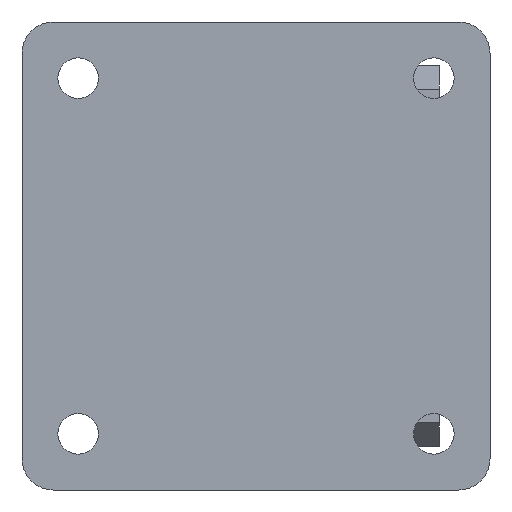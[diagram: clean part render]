
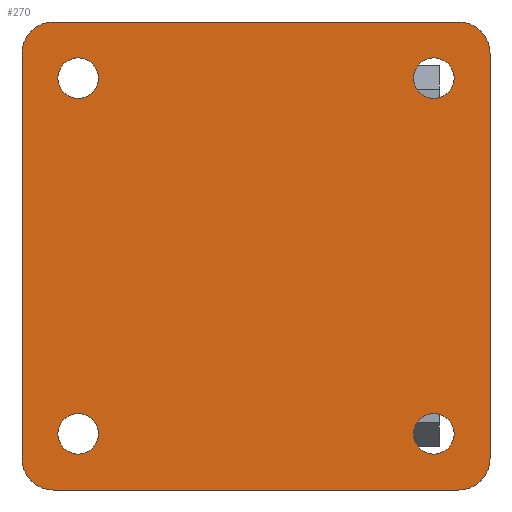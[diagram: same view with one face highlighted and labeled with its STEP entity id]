
A CAD part, front view. The second image highlights one B-rep face of the part: STEP entity #270.
In plain terms, the highlighted planar face has unit normal (0, -1, 0).
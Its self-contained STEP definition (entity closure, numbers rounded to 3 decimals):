
#270 = ADVANCED_FACE( '', ( #640, #641, #642, #643, #644 ), #645, .F. );
#640 = FACE_OUTER_BOUND( '', #1129, .T. );
#641 = FACE_BOUND( '', #1130, .T. );
#642 = FACE_BOUND( '', #1131, .T. );
#643 = FACE_BOUND( '', #1132, .T. );
#644 = FACE_BOUND( '', #1133, .T. );
#645 = PLANE( '', #1134 );
#1129 = EDGE_LOOP( '', ( #1880, #1881, #1882, #1883, #1884, #1885, #1886, #1887 ) );
#1130 = EDGE_LOOP( '', ( #1888 ) );
#1131 = EDGE_LOOP( '', ( #1889 ) );
#1132 = EDGE_LOOP( '', ( #1890 ) );
#1133 = EDGE_LOOP( '', ( #1891 ) );
#1134 = AXIS2_PLACEMENT_3D( '', #1892, #1893, #1894 );
#1880 = ORIENTED_EDGE( '', *, *, #3036, .F. );
#1881 = ORIENTED_EDGE( '', *, *, #2803, .F. );
#1882 = ORIENTED_EDGE( '', *, *, #3037, .F. );
#1883 = ORIENTED_EDGE( '', *, *, #2905, .F. );
#1884 = ORIENTED_EDGE( '', *, *, #3038, .F. );
#1885 = ORIENTED_EDGE( '', *, *, #3039, .F. );
#1886 = ORIENTED_EDGE( '', *, *, #3040, .F. );
#1887 = ORIENTED_EDGE( '', *, *, #3041, .F. );
#1888 = ORIENTED_EDGE( '', *, *, #3042, .T. );
#1889 = ORIENTED_EDGE( '', *, *, #3043, .T. );
#1890 = ORIENTED_EDGE( '', *, *, #2870, .T. );
#1891 = ORIENTED_EDGE( '', *, *, #3044, .T. );
#1892 = CARTESIAN_POINT( '', ( -32.5, 0., -32.5 ) );
#1893 = DIRECTION( '', ( 0., 1., 0. ) );
#1894 = DIRECTION( '', ( 0., 0., 1. ) );
#2803 = EDGE_CURVE( '', #3331, #3332, #3333, .T. );
#2870 = EDGE_CURVE( '', #3449, #3449, #3450, .T. );
#2905 = EDGE_CURVE( '', #3512, #3513, #3514, .T. );
#3036 = EDGE_CURVE( '', #3332, #3723, #3724, .T. );
#3037 = EDGE_CURVE( '', #3513, #3331, #3725, .T. );
#3038 = EDGE_CURVE( '', #3726, #3512, #3727, .T. );
#3039 = EDGE_CURVE( '', #3728, #3726, #3729, .T. );
#3040 = EDGE_CURVE( '', #3730, #3728, #3731, .T. );
#3041 = EDGE_CURVE( '', #3723, #3730, #3732, .T. );
#3042 = EDGE_CURVE( '', #3733, #3733, #3734, .T. );
#3043 = EDGE_CURVE( '', #3735, #3735, #3736, .T. );
#3044 = EDGE_CURVE( '', #3737, #3737, #3738, .T. );
#3331 = VERTEX_POINT( '', #4115 );
#3332 = VERTEX_POINT( '', #4116 );
#3333 = LINE( '', #4117, #4118 );
#3449 = VERTEX_POINT( '', #4298 );
#3450 = CIRCLE( '', #4299, 3.25 );
#3512 = VERTEX_POINT( '', #4403 );
#3513 = VERTEX_POINT( '', #4404 );
#3514 = LINE( '', #4405, #4406 );
#3723 = VERTEX_POINT( '', #4726 );
#3724 = CIRCLE( '', #4727, 5. );
#3725 = CIRCLE( '', #4728, 5. );
#3726 = VERTEX_POINT( '', #4729 );
#3727 = CIRCLE( '', #4730, 5. );
#3728 = VERTEX_POINT( '', #4731 );
#3729 = LINE( '', #4732, #4733 );
#3730 = VERTEX_POINT( '', #4734 );
#3731 = CIRCLE( '', #4735, 5. );
#3732 = LINE( '', #4736, #4737 );
#3733 = VERTEX_POINT( '', #4738 );
#3734 = CIRCLE( '', #4739, 3.25 );
#3735 = VERTEX_POINT( '', #4740 );
#3736 = CIRCLE( '', #4741, 3.25 );
#3737 = VERTEX_POINT( '', #4742 );
#3738 = CIRCLE( '', #4743, 3.25 );
#4115 = CARTESIAN_POINT( '', ( 32.5, 0., -37.5 ) );
#4116 = CARTESIAN_POINT( '', ( -32.5, 0., -37.5 ) );
#4117 = CARTESIAN_POINT( '', ( 32.5, 0., -37.5 ) );
#4118 = VECTOR( '', #5282, 1000. );
#4298 = CARTESIAN_POINT( '', ( -25.25, 0., 28.5 ) );
#4299 = AXIS2_PLACEMENT_3D( '', #5352, #5353, #5354 );
#4403 = CARTESIAN_POINT( '', ( 37.5, 0., 32.5 ) );
#4404 = CARTESIAN_POINT( '', ( 37.5, 0., -32.5 ) );
#4405 = CARTESIAN_POINT( '', ( 37.5, 0., 32.5 ) );
#4406 = VECTOR( '', #5385, 1000. );
#4726 = CARTESIAN_POINT( '', ( -37.5, 0., -32.5 ) );
#4727 = AXIS2_PLACEMENT_3D( '', #5524, #5525, #5526 );
#4728 = AXIS2_PLACEMENT_3D( '', #5527, #5528, #5529 );
#4729 = CARTESIAN_POINT( '', ( 32.5, 0., 37.5 ) );
#4730 = AXIS2_PLACEMENT_3D( '', #5530, #5531, #5532 );
#4731 = CARTESIAN_POINT( '', ( -32.5, 0., 37.5 ) );
#4732 = CARTESIAN_POINT( '', ( -32.5, 0., 37.5 ) );
#4733 = VECTOR( '', #5533, 1000. );
#4734 = CARTESIAN_POINT( '', ( -37.5, 0., 32.5 ) );
#4735 = AXIS2_PLACEMENT_3D( '', #5534, #5535, #5536 );
#4736 = CARTESIAN_POINT( '', ( -37.5, 0., -32.5 ) );
#4737 = VECTOR( '', #5537, 1000. );
#4738 = CARTESIAN_POINT( '', ( -25.25, 0., -28.5 ) );
#4739 = AXIS2_PLACEMENT_3D( '', #5538, #5539, #5540 );
#4740 = CARTESIAN_POINT( '', ( 31.75, 0., -28.5 ) );
#4741 = AXIS2_PLACEMENT_3D( '', #5541, #5542, #5543 );
#4742 = CARTESIAN_POINT( '', ( 31.75, 0., 28.5 ) );
#4743 = AXIS2_PLACEMENT_3D( '', #5544, #5545, #5546 );
#5282 = DIRECTION( '', ( -1., 0., 0. ) );
#5352 = CARTESIAN_POINT( '', ( -28.5, 0., 28.5 ) );
#5353 = DIRECTION( '', ( 0., 1., 0. ) );
#5354 = DIRECTION( '', ( 1., 0., 0. ) );
#5385 = DIRECTION( '', ( 0., 0., -1. ) );
#5524 = CARTESIAN_POINT( '', ( -32.5, 0., -32.5 ) );
#5525 = DIRECTION( '', ( 0., 1., 0. ) );
#5526 = DIRECTION( '', ( 1., 0., 0. ) );
#5527 = CARTESIAN_POINT( '', ( 32.5, 0., -32.5 ) );
#5528 = DIRECTION( '', ( 0., 1., 0. ) );
#5529 = DIRECTION( '', ( 1., 0., 0. ) );
#5530 = CARTESIAN_POINT( '', ( 32.5, 0., 32.5 ) );
#5531 = DIRECTION( '', ( 0., 1., 0. ) );
#5532 = DIRECTION( '', ( 1., 0., 0. ) );
#5533 = DIRECTION( '', ( 1., 0., 0. ) );
#5534 = CARTESIAN_POINT( '', ( -32.5, 0., 32.5 ) );
#5535 = DIRECTION( '', ( 0., 1., 0. ) );
#5536 = DIRECTION( '', ( 1., 0., 0. ) );
#5537 = DIRECTION( '', ( 0., 0., 1. ) );
#5538 = CARTESIAN_POINT( '', ( -28.5, 0., -28.5 ) );
#5539 = DIRECTION( '', ( 0., 1., 0. ) );
#5540 = DIRECTION( '', ( 1., 0., 0. ) );
#5541 = CARTESIAN_POINT( '', ( 28.5, 0., -28.5 ) );
#5542 = DIRECTION( '', ( 0., 1., 0. ) );
#5543 = DIRECTION( '', ( 1., 0., 0. ) );
#5544 = CARTESIAN_POINT( '', ( 28.5, 0., 28.5 ) );
#5545 = DIRECTION( '', ( 0., 1., 0. ) );
#5546 = DIRECTION( '', ( 1., 0., 0. ) );
